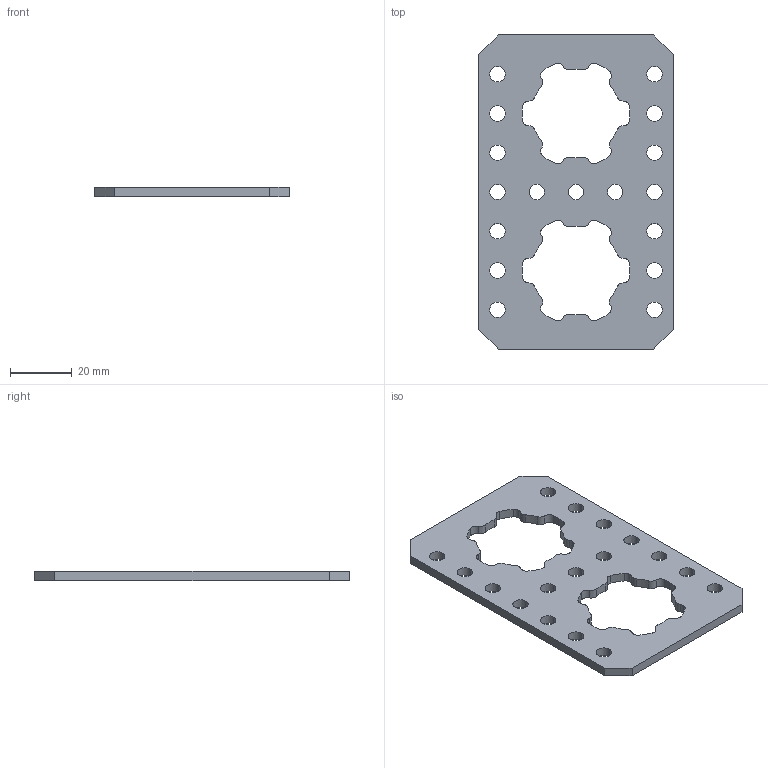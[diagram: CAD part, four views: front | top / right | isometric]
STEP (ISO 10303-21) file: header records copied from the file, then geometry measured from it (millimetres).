
FILE_DESCRIPTION (( 'STEP AP203' ), '1' );
FILE_NAME ('REV-21-2350.STEP', '2022-04-04T19:27:47', ( '' ), ( '' ), 'SwSTEP 2.0', 'SolidWorks 2022', '' );
FILE_SCHEMA (( 'CONFIG_CONTROL_DESIGN' ));
Length unit declared in the file: inch
Products named in the file (1): REV-21-2350
Bounding box: 62.99 x 101.6 x 3 mm (x, y, z)
Volume: 13195.8 mm3; surface area: 11246.6 mm2
Topology: 1 solids, 1 shells, 126 faces, 372 edges, 248 vertices
Faces by surface type: cylinder 116, plane 10
Entity records: 4503 total; most frequent: DIRECTION 858, CARTESIAN_POINT 747, ORIENTED_EDGE 744, EDGE_CURVE 372, AXIS2_PLACEMENT_3D 359, VERTEX_POINT 248, CIRCLE 232, EDGE_LOOP 164
